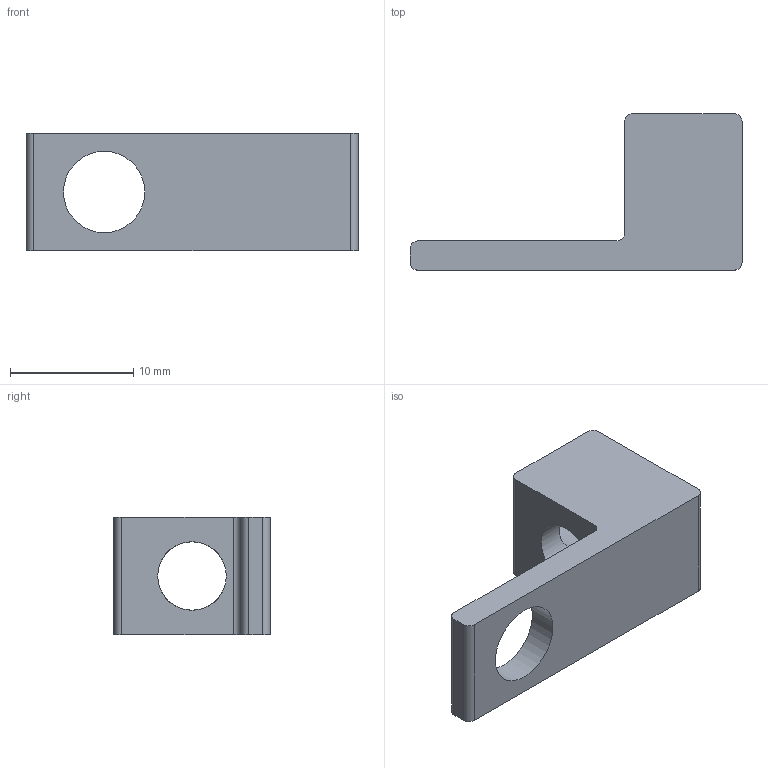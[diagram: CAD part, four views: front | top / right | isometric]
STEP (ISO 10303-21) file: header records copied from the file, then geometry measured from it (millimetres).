
FILE_DESCRIPTION((''),'2;1');
FILE_NAME('S6.stp','2011-09-06T12:17:39',('DHiltner'),(''),'Autodesk Inventor 2011','Autodesk Inventor 2011','');
FILE_SCHEMA(('AUTOMOTIVE_DESIGN { 1 0 10303 214 1 1 1 1 }'));
Length unit declared in the file: inch
Products named in the file (1): S6
Bounding box: 26.97 x 12.7 x 9.53 mm (x, y, z)
Volume: 1132.1 mm3; surface area: 1182 mm2
Topology: 1 solids, 1 shells, 23 faces, 57 edges, 38 vertices
Faces by surface type: cylinder 11, plane 8, cone 4
Full cylindrical faces by diameter (mm): 5.359 x1, 5.563 x1, 6.604 x1
Entity records: 793 total; most frequent: CARTESIAN_POINT 224, DIRECTION 114, ORIENTED_EDGE 100, EDGE_CURVE 50, AXIS2_PLACEMENT_3D 45, VERTEX_POINT 36, EDGE_LOOP 36, VECTOR 24
